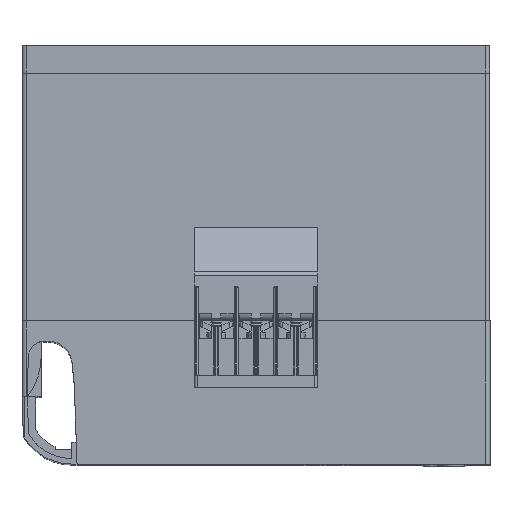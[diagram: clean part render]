
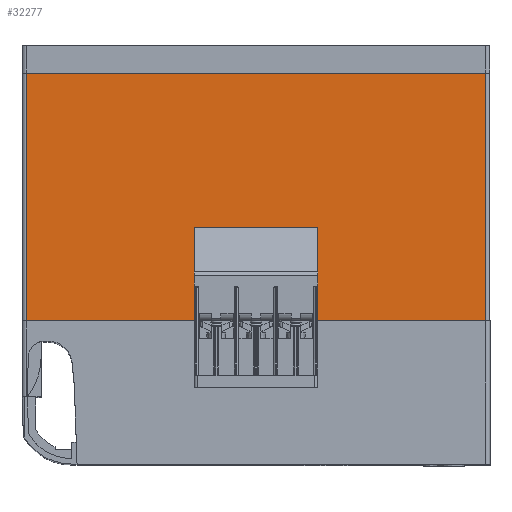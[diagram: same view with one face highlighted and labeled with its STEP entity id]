
A CAD part, top view. The second image highlights one B-rep face of the part: STEP entity #32277.
In plain terms, the highlighted planar face has unit normal (0, 0, 1).
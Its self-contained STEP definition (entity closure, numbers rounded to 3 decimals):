
#18093=EDGE_CURVE('',#45119,#24411,#51380,.T.);
#18507=EDGE_CURVE('',#24163,#44673,#51845,.T.);
#19331=EDGE_CURVE('',#38975,#28221,#52740,.T.);
#19721=VERTEX_POINT('',#53174);
#20257=VERTEX_POINT('',#53760);
#20675=EDGE_CURVE('',#28201,#24163,#54215,.T.);
#21883=VERTEX_POINT('',#55540);
#23201=EDGE_CURVE('',#41553,#32223,#56994,.T.);
#23373=EDGE_CURVE('',#48085,#28201,#57180,.T.);
#24163=VERTEX_POINT('',#58032);
#24313=VERTEX_POINT('',#58195);
#24411=VERTEX_POINT('',#58301);
#24549=EDGE_CURVE('',#20257,#32755,#58452,.T.);
#25861=VERTEX_POINT('',#59874);
#28201=VERTEX_POINT('',#62408);
#28221=VERTEX_POINT('',#62430);
#28313=VERTEX_POINT('',#62534);
#30669=EDGE_CURVE('',#32755,#19721,#65113,.T.);
#31597=EDGE_CURVE('',#28313,#49495,#66109,.T.);
#32223=VERTEX_POINT('',#66797);
#32277=ADVANCED_FACE('',(#66853,#66854),#66855,.T.);
#32377=EDGE_CURVE('',#43259,#36963,#66969,.T.);
#32755=VERTEX_POINT('',#67371);
#33563=EDGE_CURVE('',#48085,#21883,#68261,.T.);
#36393=EDGE_CURVE('',#36963,#28313,#71366,.T.);
#36963=VERTEX_POINT('',#71992);
#37103=EDGE_CURVE('',#49495,#43259,#72143,.T.);
#38777=EDGE_CURVE('',#25861,#24313,#73993,.T.);
#38975=VERTEX_POINT('',#74211);
#40019=EDGE_CURVE('',#41553,#21883,#75350,.T.);
#40561=EDGE_CURVE('',#32223,#38975,#75945,.T.);
#41553=VERTEX_POINT('',#77045);
#41677=EDGE_CURVE('',#24411,#25861,#77181,.T.);
#41837=EDGE_CURVE('',#24313,#20257,#77350,.T.);
#42363=EDGE_CURVE('',#19721,#44673,#77930,.T.);
#43259=VERTEX_POINT('',#78913);
#44673=VERTEX_POINT('',#80444);
#45119=VERTEX_POINT('',#80928);
#47259=EDGE_CURVE('',#28221,#45119,#83303,.T.);
#48085=VERTEX_POINT('',#84202);
#49495=VERTEX_POINT('',#85742);
#51380=LINE('',#88752,#88753);
#51845=LINE('',#89457,#89458);
#52740=LINE('',#90799,#90800);
#53174=CARTESIAN_POINT('',(18.9,-99.989,112.495));
#53760=CARTESIAN_POINT('',(20.45,-98.489,112.495));
#54215=LINE('',#92986,#92987);
#55540=CARTESIAN_POINT('',(-83.495,-100.0,112.495));
#56994=LINE('',#97371,#97372);
#57180=LINE('',#97661,#97662);
#58032=CARTESIAN_POINT('',(83.495,-100.0,112.495));
#58195=CARTESIAN_POINT('',(18.9,-98.489,112.495));
#58301=CARTESIAN_POINT('',(-18.9,-87.6,112.495));
#58452=LINE('',#99561,#99562);
#59874=CARTESIAN_POINT('',(18.9,-87.6,112.495));
#62408=CARTESIAN_POINT('',(83.495,-10.0,112.495));
#62430=CARTESIAN_POINT('',(-20.45,-98.489,112.495));
#62534=CARTESIAN_POINT('',(22.5,-87.4,112.495));
#65113=LINE('',#109937,#109938);
#66109=LINE('',#111612,#111613);
#66797=CARTESIAN_POINT('',(-18.9,-99.989,112.495));
#66853=FACE_BOUND('',#112729,.T.);
#66854=FACE_OUTER_BOUND('',#112730,.T.);
#66855=PLANE('',#112731);
#66969=LINE('',#112891,#112892);
#67371=CARTESIAN_POINT('',(20.45,-99.989,112.495));
#68261=LINE('',#115154,#115155);
#71366=LINE('',#120326,#120327);
#71992=CARTESIAN_POINT('',(22.5,-66.0,112.495));
#72143=LINE('',#121545,#121546);
#73993=LINE('',#124435,#124436);
#74211=CARTESIAN_POINT('',(-20.45,-99.989,112.495));
#75350=LINE('',#126482,#126483);
#75945=LINE('',#127426,#127427);
#77045=CARTESIAN_POINT('',(-18.9,-100.0,112.495));
#77181=LINE('',#129422,#129423);
#77350=LINE('',#129683,#129684);
#77930=LINE('',#130539,#130540);
#78913=CARTESIAN_POINT('',(-22.5,-66.0,112.495));
#80444=CARTESIAN_POINT('',(18.9,-100.0,112.495));
#80928=CARTESIAN_POINT('',(-18.9,-98.489,112.495));
#83303=LINE('',#138662,#138663);
#84202=CARTESIAN_POINT('',(-83.495,-10.0,112.495));
#85742=CARTESIAN_POINT('',(-22.5,-87.4,112.495));
#88752=CARTESIAN_POINT('',(-18.9,-43.8,112.495));
#88753=VECTOR('',#144750,1.0);
#89457=CARTESIAN_POINT('',(0.377,-100.0,112.495));
#89458=VECTOR('',#145307,1.0);
#90799=CARTESIAN_POINT('',(-20.45,-48.829,112.495));
#90800=VECTOR('',#146279,1.0);
#92986=CARTESIAN_POINT('',(83.495,0.0,112.495));
#92987=VECTOR('',#147957,1.0);
#97371=CARTESIAN_POINT('',(-18.9,-43.8,112.495));
#97372=VECTOR('',#151146,1.0);
#97661=CARTESIAN_POINT('',(0.375,-10.0,112.495));
#97662=VECTOR('',#151323,1.0);
#99561=CARTESIAN_POINT('',(20.45,-48.829,112.495));
#99562=VECTOR('',#152585,1.0);
#109937=CARTESIAN_POINT('',(-37.573,-99.989,112.495));
#109938=VECTOR('',#159400,1.0);
#111612=CARTESIAN_POINT('',(-52.998,-87.4,112.495));
#111613=VECTOR('',#160323,1.0);
#112729=EDGE_LOOP('',(#161136,#161137,#161138,#161139));
#112730=EDGE_LOOP('',(#161140,#161141,#161142,#161143,#161144,#161145,#161146,#161147,#161148,#161149,#161150,#161151,#161152,#161153,#161154,#161155));
#112731=AXIS2_PLACEMENT_3D('',#161156,#161157,#161158);
#112891=CARTESIAN_POINT('',(-52.998,-66.0,112.495));
#112892=VECTOR('',#161310,1.0);
#115154=CARTESIAN_POINT('',(-83.495,0.0,112.495));
#115155=VECTOR('',#162770,1.0);
#120326=CARTESIAN_POINT('',(22.5,-41.84,112.495));
#120327=VECTOR('',#166203,1.0);
#121545=CARTESIAN_POINT('',(-22.5,-41.84,112.495));
#121546=VECTOR('',#167024,1.0);
#124435=CARTESIAN_POINT('',(18.9,-50.25,112.495));
#124436=VECTOR('',#169143,1.0);
#126482=CARTESIAN_POINT('',(0.377,-100.0,112.495));
#126483=VECTOR('',#170563,1.0);
#127426=CARTESIAN_POINT('',(-51.973,-99.989,112.495));
#127427=VECTOR('',#171233,1.0);
#129422=CARTESIAN_POINT('',(-30.798,-87.6,112.495));
#129423=VECTOR('',#172625,1.0);
#129683=CARTESIAN_POINT('',(-37.573,-98.489,112.495));
#129684=VECTOR('',#172766,1.0);
#130539=CARTESIAN_POINT('',(18.9,-50.25,112.495));
#130540=VECTOR('',#173414,1.0);
#138662=CARTESIAN_POINT('',(-51.973,-98.489,112.495));
#138663=VECTOR('',#179253,1.0);
#144750=DIRECTION('',(0.0,1.0,-0.0));
#145307=DIRECTION('',(-1.0,0.0,0.0));
#146279=DIRECTION('',(0.0,1.0,0.0));
#147957=DIRECTION('',(0.0,-1.0,0.0));
#151146=DIRECTION('',(0.0,1.0,-0.0));
#151323=DIRECTION('',(1.0,0.0,-0.0));
#152585=DIRECTION('',(0.0,-1.0,0.0));
#159400=DIRECTION('',(-1.0,0.0,0.0));
#160323=DIRECTION('',(-1.0,0.0,0.0));
#161136=ORIENTED_EDGE('',*,*,#32377,.T.);
#161137=ORIENTED_EDGE('',*,*,#36393,.T.);
#161138=ORIENTED_EDGE('',*,*,#31597,.T.);
#161139=ORIENTED_EDGE('',*,*,#37103,.T.);
#161140=ORIENTED_EDGE('',*,*,#42363,.T.);
#161141=ORIENTED_EDGE('',*,*,#18507,.F.);
#161142=ORIENTED_EDGE('',*,*,#20675,.F.);
#161143=ORIENTED_EDGE('',*,*,#23373,.F.);
#161144=ORIENTED_EDGE('',*,*,#33563,.T.);
#161145=ORIENTED_EDGE('',*,*,#40019,.F.);
#161146=ORIENTED_EDGE('',*,*,#23201,.T.);
#161147=ORIENTED_EDGE('',*,*,#40561,.T.);
#161148=ORIENTED_EDGE('',*,*,#19331,.T.);
#161149=ORIENTED_EDGE('',*,*,#47259,.T.);
#161150=ORIENTED_EDGE('',*,*,#18093,.T.);
#161151=ORIENTED_EDGE('',*,*,#41677,.T.);
#161152=ORIENTED_EDGE('',*,*,#38777,.T.);
#161153=ORIENTED_EDGE('',*,*,#41837,.T.);
#161154=ORIENTED_EDGE('',*,*,#24549,.T.);
#161155=ORIENTED_EDGE('',*,*,#30669,.T.);
#161156=CARTESIAN_POINT('',(-83.495,0.0,112.495));
#161157=DIRECTION('',(0.0,0.0,1.0));
#161158=DIRECTION('',(-1.0,0.0,0.0));
#161310=DIRECTION('',(1.0,0.0,0.0));
#162770=DIRECTION('',(0.0,-1.0,0.0));
#166203=DIRECTION('',(0.0,-1.0,0.0));
#167024=DIRECTION('',(0.0,1.0,0.0));
#169143=DIRECTION('',(0.0,-1.0,0.0));
#170563=DIRECTION('',(-1.0,0.0,0.0));
#171233=DIRECTION('',(-1.0,0.0,0.0));
#172625=DIRECTION('',(1.0,0.0,0.0));
#172766=DIRECTION('',(1.0,0.0,0.0));
#173414=DIRECTION('',(0.0,-1.0,0.0));
#179253=DIRECTION('',(1.0,0.0,0.0));
